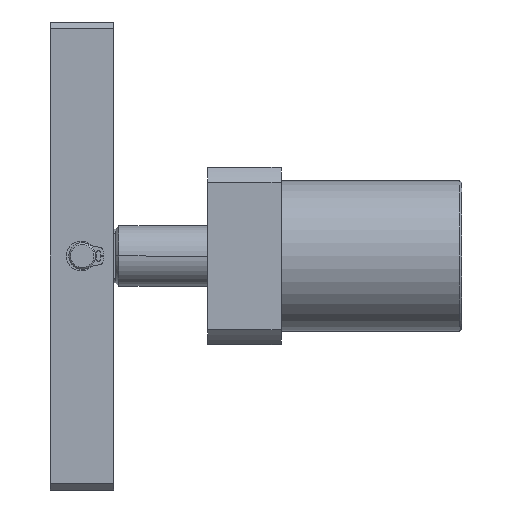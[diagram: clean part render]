
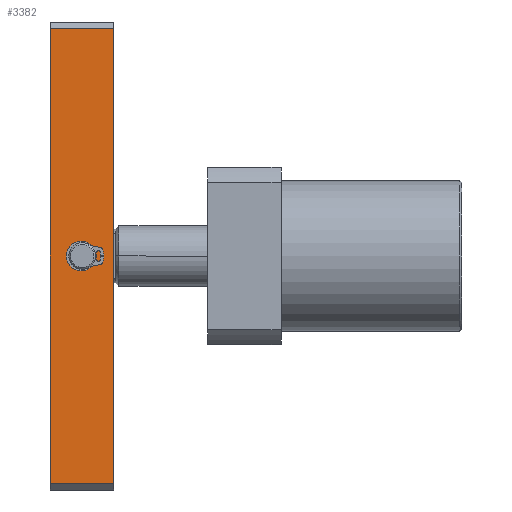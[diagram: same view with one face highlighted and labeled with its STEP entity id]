
A CAD part, left-side view. The second image highlights one B-rep face of the part: STEP entity #3382.
In plain terms, the highlighted face is planar.
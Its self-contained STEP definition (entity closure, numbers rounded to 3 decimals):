
#1 = CIRCLE ( 'NONE', #574, 4. ) ;
#57 = LINE ( 'NONE', #3761, #61 ) ;
#61 = VECTOR ( 'NONE', #3760, 1000. ) ;
#574 = AXIS2_PLACEMENT_3D ( 'NONE', #3874, #3873, #3871 ) ;
#888 = FACE_OUTER_BOUND ( 'NONE', #2855, .T. ) ;
#892 = FACE_BOUND ( 'NONE', #2854, .T. ) ;
#1301 = EDGE_CURVE ( 'NONE', #3066, #3108, #6403, .T. ) ;
#1310 = EDGE_CURVE ( 'NONE', #2995, #2971, #6386, .T. ) ;
#1316 = EDGE_CURVE ( 'NONE', #3001, #2970, #6381, .T. ) ;
#1321 = EDGE_CURVE ( 'NONE', #3108, #2995, #6378, .T. ) ;
#1583 = AXIS2_PLACEMENT_3D ( 'NONE', #6805, #6804, #6803 ) ;
#2269 = CARTESIAN_POINT ( 'NONE',  ( 2., 19., -19. ) ) ;
#2270 = CARTESIAN_POINT ( 'NONE',  ( 66., 9.5, -19. ) ) ;
#2854 = EDGE_LOOP ( 'NONE', ( #2889, #2905 ) ) ;
#2855 = EDGE_LOOP ( 'NONE', ( #2891, #2897, #2896, #2888 ) ) ;
#2888 = ORIENTED_EDGE ( 'NONE', *, *, #1301, .T. ) ;
#2889 = ORIENTED_EDGE ( 'NONE', *, *, #1316, .T. ) ;
#2891 = ORIENTED_EDGE ( 'NONE', *, *, #1321, .T. ) ;
#2896 = ORIENTED_EDGE ( 'NONE', *, *, #4631, .F. ) ;
#2897 = ORIENTED_EDGE ( 'NONE', *, *, #1310, .T. ) ;
#2905 = ORIENTED_EDGE ( 'NONE', *, *, #4601, .T. ) ;
#2970 = VERTEX_POINT ( 'NONE', #2270 ) ;
#2971 = VERTEX_POINT ( 'NONE', #2269 ) ;
#2995 = VERTEX_POINT ( 'NONE', #4348 ) ;
#3001 = VERTEX_POINT ( 'NONE', #4338 ) ;
#3066 = VERTEX_POINT ( 'NONE', #4170 ) ;
#3108 = VERTEX_POINT ( 'NONE', #4215 ) ;
#3382 = ADVANCED_FACE ( 'NONE', ( #892, #888 ), #5826, .F. ) ;
#3760 = DIRECTION ( 'NONE',  ( -1., 0., 0. ) ) ;
#3761 = CARTESIAN_POINT ( 'NONE',  ( 0., 19., -19. ) ) ;
#3871 = DIRECTION ( 'NONE',  ( 1., 0., 0. ) ) ;
#3873 = DIRECTION ( 'NONE',  ( 0., 0., 1. ) ) ;
#3874 = CARTESIAN_POINT ( 'NONE',  ( 70., 9.5, -19. ) ) ;
#4170 = CARTESIAN_POINT ( 'NONE',  ( 138., 19., -19. ) ) ;
#4215 = CARTESIAN_POINT ( 'NONE',  ( 138., 0., -19. ) ) ;
#4338 = CARTESIAN_POINT ( 'NONE',  ( 74., 9.5, -19. ) ) ;
#4348 = CARTESIAN_POINT ( 'NONE',  ( 2., 0., -19. ) ) ;
#4601 = EDGE_CURVE ( 'NONE', #2970, #3001, #1, .T. ) ;
#4631 = EDGE_CURVE ( 'NONE', #3066, #2971, #57, .T. ) ;
#5478 = AXIS2_PLACEMENT_3D ( 'NONE', #5827, #5821, #5820 ) ;
#5820 = DIRECTION ( 'NONE',  ( 1., 0., 0. ) ) ;
#5821 = DIRECTION ( 'NONE',  ( 0., 0., 1. ) ) ;
#5826 = PLANE ( 'NONE',  #5478 ) ;
#5827 = CARTESIAN_POINT ( 'NONE',  ( 0., 19., -19. ) ) ;
#6373 = VECTOR ( 'NONE', #6800, 1000. ) ;
#6378 = LINE ( 'NONE', #6808, #6373 ) ;
#6379 = VECTOR ( 'NONE', #6817, 1000. ) ;
#6381 = CIRCLE ( 'NONE', #1583, 4. ) ;
#6386 = LINE ( 'NONE', #6818, #6379 ) ;
#6396 = VECTOR ( 'NONE', #6837, 1000. ) ;
#6403 = LINE ( 'NONE', #6843, #6396 ) ;
#6800 = DIRECTION ( 'NONE',  ( -1., 0., 0. ) ) ;
#6803 = DIRECTION ( 'NONE',  ( 1., 0., 0. ) ) ;
#6804 = DIRECTION ( 'NONE',  ( 0., 0., 1. ) ) ;
#6805 = CARTESIAN_POINT ( 'NONE',  ( 70., 9.5, -19. ) ) ;
#6808 = CARTESIAN_POINT ( 'NONE',  ( 0., 0., -19. ) ) ;
#6817 = DIRECTION ( 'NONE',  ( 0., 1., 0. ) ) ;
#6818 = CARTESIAN_POINT ( 'NONE',  ( 2., 19., -19. ) ) ;
#6837 = DIRECTION ( 'NONE',  ( 0., -1., 0. ) ) ;
#6843 = CARTESIAN_POINT ( 'NONE',  ( 138., 19., -19. ) ) ;
